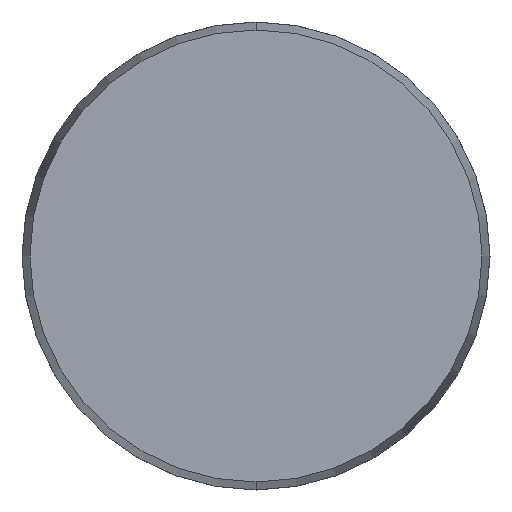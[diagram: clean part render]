
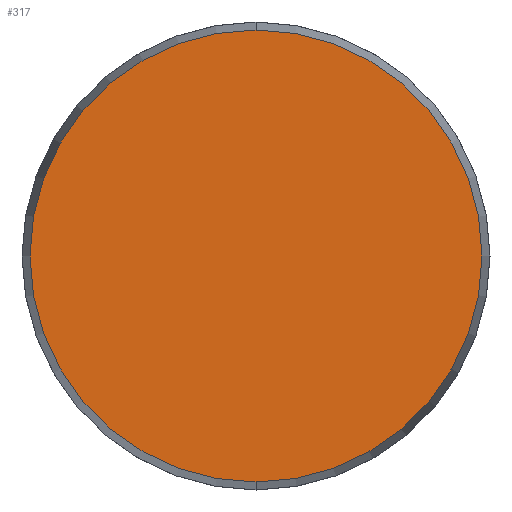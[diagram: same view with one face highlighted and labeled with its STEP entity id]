
A CAD part, front view. The second image highlights one B-rep face of the part: STEP entity #317.
In plain terms, the highlighted planar face has unit normal (0, -1, 0).
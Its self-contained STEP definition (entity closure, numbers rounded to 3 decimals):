
#14 = DIRECTION ( 'NONE',  ( 0., 0., -1. ) ) ;
#23 = DIRECTION ( 'NONE',  ( 0., 0., -1. ) ) ;
#43 = CARTESIAN_POINT ( 'NONE',  ( 0., 0., 24.143 ) ) ;
#60 = EDGE_CURVE ( 'NONE', #138, #747, #377, .T. ) ;
#82 = ORIENTED_EDGE ( 'NONE', *, *, #658, .T. ) ;
#92 = DIRECTION ( 'NONE',  ( 0., 0., 1. ) ) ;
#93 = ORIENTED_EDGE ( 'NONE', *, *, #60, .T. ) ;
#135 = CIRCLE ( 'NONE', #888, 24.143 ) ;
#138 = VERTEX_POINT ( 'NONE', #1141 ) ;
#171 = EDGE_LOOP ( 'NONE', ( #82, #93 ) ) ;
#248 = CARTESIAN_POINT ( 'NONE',  ( 0., 0., 0. ) ) ;
#317 = ADVANCED_FACE ( 'NONE', ( #809 ), #704, .F. ) ;
#377 = CIRCLE ( 'NONE', #1127, 24.143 ) ;
#592 = CARTESIAN_POINT ( 'NONE',  ( 0., 0., 0. ) ) ;
#658 = EDGE_CURVE ( 'NONE', #747, #138, #135, .T. ) ;
#700 = DIRECTION ( 'NONE',  ( 0., 1., 0. ) ) ;
#704 = PLANE ( 'NONE',  #1085 ) ;
#747 = VERTEX_POINT ( 'NONE', #43 ) ;
#802 = CARTESIAN_POINT ( 'NONE',  ( -24.143, 0., 0. ) ) ;
#809 = FACE_OUTER_BOUND ( 'NONE', #171, .T. ) ;
#888 = AXIS2_PLACEMENT_3D ( 'NONE', #592, #915, #14 ) ;
#915 = DIRECTION ( 'NONE',  ( 0., -1., 0. ) ) ;
#1069 = DIRECTION ( 'NONE',  ( 0., -1., 0. ) ) ;
#1085 = AXIS2_PLACEMENT_3D ( 'NONE', #802, #700, #92 ) ;
#1127 = AXIS2_PLACEMENT_3D ( 'NONE', #248, #1069, #23 ) ;
#1141 = CARTESIAN_POINT ( 'NONE',  ( 0., 0., -24.143 ) ) ;
